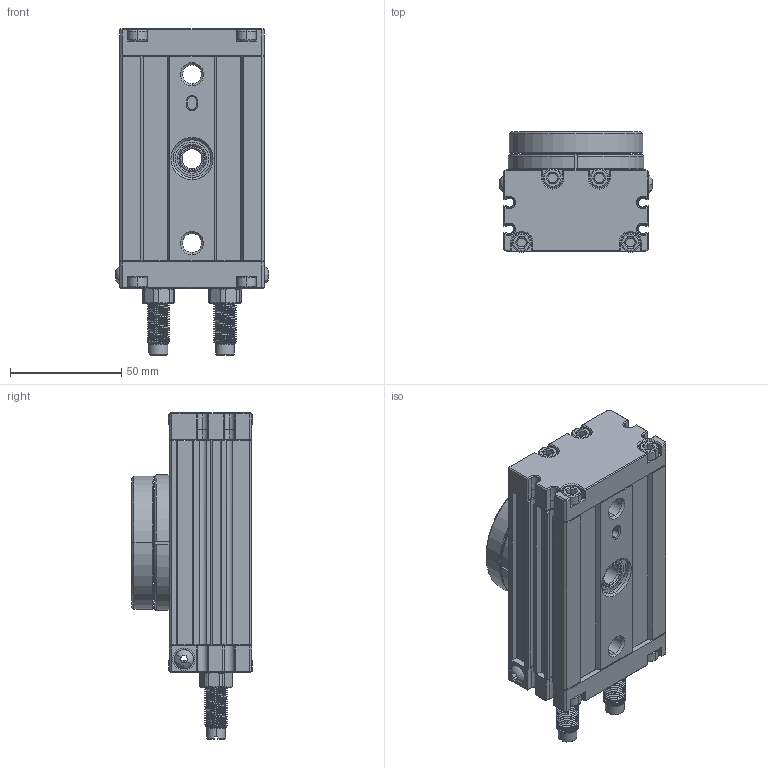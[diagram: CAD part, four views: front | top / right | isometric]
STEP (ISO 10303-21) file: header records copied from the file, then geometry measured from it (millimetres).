
FILE_DESCRIPTION (( 'STEP AP203' ), '1' );
FILE_NAME ('CRM20R.STEP', '2019-09-19T01:16:06', ( 'user' ), ( '' ), 'SwSTEP 2.0', 'SolidWorks 2014', '' );
FILE_SCHEMA (( 'CONFIG_CONTROL_DESIGN' ));
Length unit declared in the file: millimetre
Products named in the file (1): CRM20R
Bounding box: 69.02 x 54.3 x 147 mm (x, y, z)
Surface area: 61517.3 mm2 (no closed solid volume)
Topology: 0 solids, 32 shells, 1053 faces, 2871 edges, 1845 vertices
Faces by surface type: plane 459, cylinder 399, cone 109, torus 50, bspline 28, sphere 8
Entity records: 49860 total; most frequent: CARTESIAN_POINT 24528, ORIENTED_EDGE 5226, DIRECTION 5074, EDGE_CURVE 2871, VERTEX_POINT 1845, AXIS2_PLACEMENT_3D 1731, VECTOR 1612, LINE 1612
